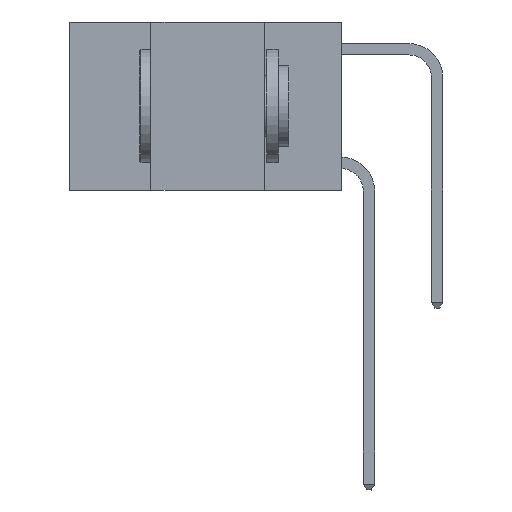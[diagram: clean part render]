
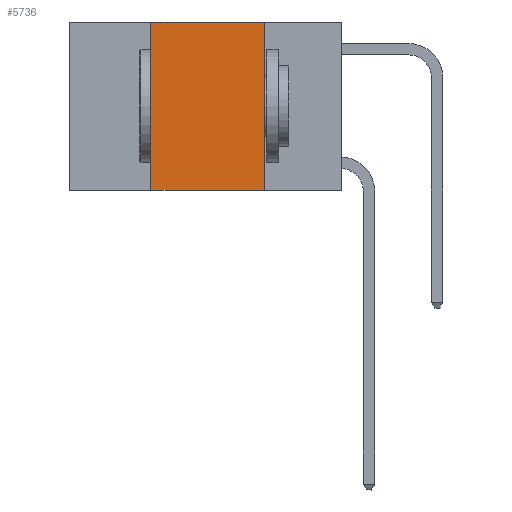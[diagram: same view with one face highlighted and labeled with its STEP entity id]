
A CAD part, left-side view. The second image highlights one B-rep face of the part: STEP entity #5736.
In plain terms, the highlighted planar face has unit normal (-1, 0, 0).
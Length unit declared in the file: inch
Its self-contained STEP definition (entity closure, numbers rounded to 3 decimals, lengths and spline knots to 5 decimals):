
#1390 = DIRECTION ( 'NONE',  ( 0., 0., -1. ) ) ;
#2066 = VECTOR ( 'NONE', #9715, 39.37008 ) ;
#2756 = FACE_OUTER_BOUND ( 'NONE', #15353, .T. ) ;
#2916 = CARTESIAN_POINT ( 'NONE',  ( 0., 0.6, 0. ) ) ;
#3602 = EDGE_CURVE ( 'NONE', #7389, #6980, #17642, .T. ) ;
#4228 = PLANE ( 'NONE',  #9783 ) ;
#4364 = DIRECTION ( 'NONE',  ( 0., -1., 0. ) ) ;
#4524 = ORIENTED_EDGE ( 'NONE', *, *, #6858, .F. ) ;
#5692 = CARTESIAN_POINT ( 'NONE',  ( 0., 0.6, 0. ) ) ;
#5736 = ADVANCED_FACE ( 'NONE', ( #2756 ), #4228, .F. ) ;
#5828 = CARTESIAN_POINT ( 'NONE',  ( 0., 0.6, -0.37 ) ) ;
#6858 = EDGE_CURVE ( 'NONE', #11366, #7915, #13196, .T. ) ;
#6980 = VERTEX_POINT ( 'NONE', #18488 ) ;
#7113 = EDGE_CURVE ( 'NONE', #11366, #6980, #10040, .T. ) ;
#7389 = VERTEX_POINT ( 'NONE', #15114 ) ;
#7915 = VERTEX_POINT ( 'NONE', #14547 ) ;
#8224 = CARTESIAN_POINT ( 'NONE',  ( 0., 0.42, 0. ) ) ;
#8538 = CARTESIAN_POINT ( 'NONE',  ( 0., 0.17, 0. ) ) ;
#8646 = CARTESIAN_POINT ( 'NONE',  ( 0., 0.42, -0.37 ) ) ;
#9715 = DIRECTION ( 'NONE',  ( 0., 0., 1. ) ) ;
#9783 = AXIS2_PLACEMENT_3D ( 'NONE', #5692, #10124, #1390 ) ;
#9991 = DIRECTION ( 'NONE',  ( 0., 0., -1. ) ) ;
#10040 = LINE ( 'NONE', #5828, #12517 ) ;
#10124 = DIRECTION ( 'NONE',  ( 1., 0., 0. ) ) ;
#11366 = VERTEX_POINT ( 'NONE', #8646 ) ;
#11832 = ORIENTED_EDGE ( 'NONE', *, *, #3602, .F. ) ;
#12517 = VECTOR ( 'NONE', #17324, 39.37008 ) ;
#13196 = LINE ( 'NONE', #8224, #2066 ) ;
#13247 = VECTOR ( 'NONE', #4364, 39.37008 ) ;
#13469 = VECTOR ( 'NONE', #9991, 39.37008 ) ;
#13898 = LINE ( 'NONE', #2916, #13247 ) ;
#14547 = CARTESIAN_POINT ( 'NONE',  ( 0., 0.42, 0. ) ) ;
#15114 = CARTESIAN_POINT ( 'NONE',  ( 0., 0.17, 0. ) ) ;
#15353 = EDGE_LOOP ( 'NONE', ( #11832, #15611, #4524, #16049 ) ) ;
#15429 = EDGE_CURVE ( 'NONE', #7915, #7389, #13898, .T. ) ;
#15611 = ORIENTED_EDGE ( 'NONE', *, *, #15429, .F. ) ;
#16049 = ORIENTED_EDGE ( 'NONE', *, *, #7113, .T. ) ;
#17324 = DIRECTION ( 'NONE',  ( 0., -1., 0. ) ) ;
#17642 = LINE ( 'NONE', #8538, #13469 ) ;
#18488 = CARTESIAN_POINT ( 'NONE',  ( 0., 0.17, -0.37 ) ) ;
